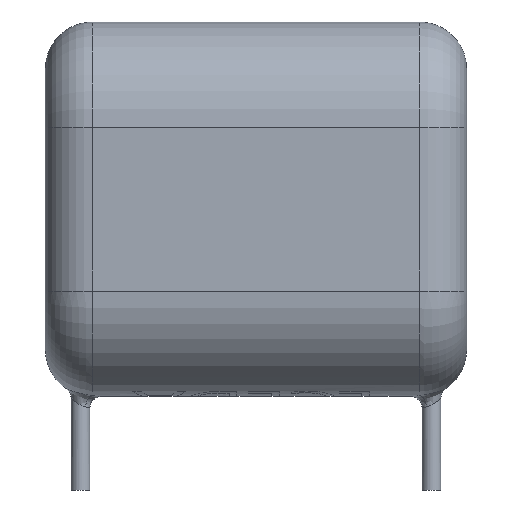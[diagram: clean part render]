
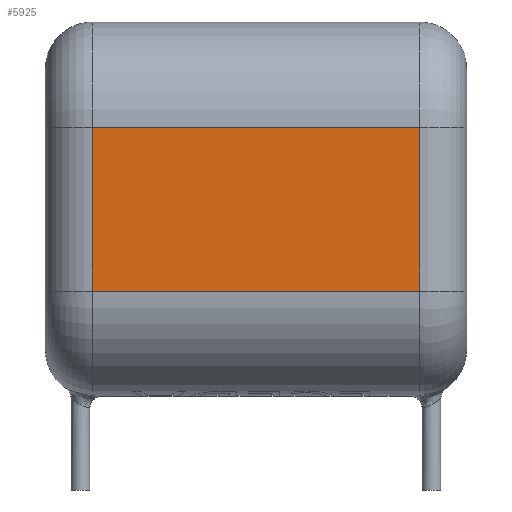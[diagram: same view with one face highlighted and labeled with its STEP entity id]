
A CAD part, front view. The second image highlights one B-rep face of the part: STEP entity #5925.
In plain terms, the highlighted planar face has unit normal (0, -1, 0).
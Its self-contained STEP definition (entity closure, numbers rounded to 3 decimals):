
#1437 = ORIENTED_EDGE ( 'NONE', *, *, #3489, .T. ) ;
#2215 = VECTOR ( 'NONE', #14354, 1000. ) ;
#2630 = DIRECTION ( 'NONE',  ( 0., 0., -1. ) ) ;
#3489 = EDGE_CURVE ( 'NONE', #18135, #17690, #5207, .T. ) ;
#3944 = PLANE ( 'NONE',  #11950 ) ;
#3980 = CARTESIAN_POINT ( 'NONE',  ( 9., -4.5, 4.5 ) ) ;
#5207 = LINE ( 'NONE', #12552, #10923 ) ;
#5220 = DIRECTION ( 'NONE',  ( 0., 0., 1. ) ) ;
#5257 = DIRECTION ( 'NONE',  ( 0., 0., 1. ) ) ;
#5925 = ADVANCED_FACE ( 'NONE', ( #7816 ), #3944, .F. ) ;
#7247 = ORIENTED_EDGE ( 'NONE', *, *, #14836, .T. ) ;
#7372 = LINE ( 'NONE', #10225, #2215 ) ;
#7480 = CARTESIAN_POINT ( 'NONE',  ( -7., -4.5, 4.5 ) ) ;
#7570 = EDGE_LOOP ( 'NONE', ( #8647, #1437, #7247, #11182 ) ) ;
#7816 = FACE_OUTER_BOUND ( 'NONE', #7570, .T. ) ;
#7860 = CARTESIAN_POINT ( 'NONE',  ( -7., -4.5, 11.5 ) ) ;
#8000 = DIRECTION ( 'NONE',  ( 0., 1., 0. ) ) ;
#8647 = ORIENTED_EDGE ( 'NONE', *, *, #17509, .T. ) ;
#10225 = CARTESIAN_POINT ( 'NONE',  ( -9., -4.5, 11.5 ) ) ;
#10804 = LINE ( 'NONE', #3980, #14276 ) ;
#10923 = VECTOR ( 'NONE', #2630, 1000. ) ;
#11182 = ORIENTED_EDGE ( 'NONE', *, *, #15272, .T. ) ;
#11950 = AXIS2_PLACEMENT_3D ( 'NONE', #15064, #8000, #5220 ) ;
#12552 = CARTESIAN_POINT ( 'NONE',  ( -7., -4.5, 16. ) ) ;
#12584 = CARTESIAN_POINT ( 'NONE',  ( 7., -4.5, 11.5 ) ) ;
#12765 = VERTEX_POINT ( 'NONE', #16987 ) ;
#13506 = LINE ( 'NONE', #13887, #17526 ) ;
#13887 = CARTESIAN_POINT ( 'NONE',  ( 7., -4.5, 16. ) ) ;
#14276 = VECTOR ( 'NONE', #17961, 1000. ) ;
#14354 = DIRECTION ( 'NONE',  ( -1., 0., 0. ) ) ;
#14836 = EDGE_CURVE ( 'NONE', #17690, #12765, #10804, .T. ) ;
#15064 = CARTESIAN_POINT ( 'NONE',  ( -9., -4.5, 16. ) ) ;
#15272 = EDGE_CURVE ( 'NONE', #12765, #17863, #13506, .T. ) ;
#16987 = CARTESIAN_POINT ( 'NONE',  ( 7., -4.5, 4.5 ) ) ;
#17509 = EDGE_CURVE ( 'NONE', #17863, #18135, #7372, .T. ) ;
#17526 = VECTOR ( 'NONE', #5257, 1000. ) ;
#17690 = VERTEX_POINT ( 'NONE', #7480 ) ;
#17863 = VERTEX_POINT ( 'NONE', #12584 ) ;
#17961 = DIRECTION ( 'NONE',  ( 1., 0., 0. ) ) ;
#18135 = VERTEX_POINT ( 'NONE', #7860 ) ;
